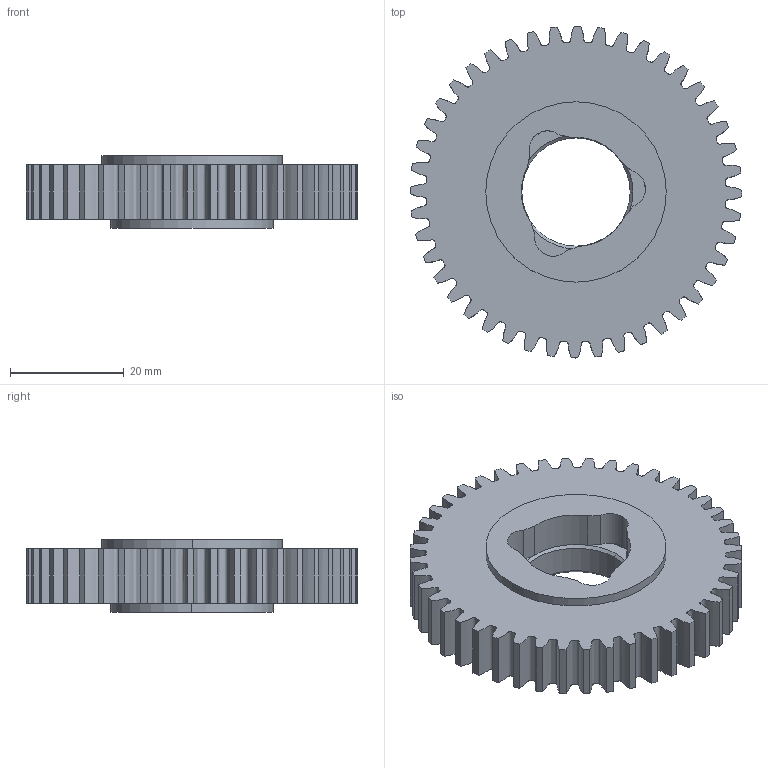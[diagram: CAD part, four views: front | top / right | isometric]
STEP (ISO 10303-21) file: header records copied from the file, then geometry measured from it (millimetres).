
FILE_DESCRIPTION (( 'STEP AP203' ), '1' );
FILE_NAME ('44.Ballshift.VP.STEP', '2014-06-21T22:45:35', ( '' ), ( '' ), 'SwSTEP 2.0', 'SolidWorks 2013', '' );
FILE_SCHEMA (( 'CONFIG_CONTROL_DESIGN' ));
Length unit declared in the file: inch
Products named in the file (1): 44.Ballshift.VP
Bounding box: 58.42 x 58.42 x 12.7 mm (x, y, z)
Volume: 22118.9 mm3; surface area: 10074.6 mm2
Topology: 2 solids, 2 shells, 128 faces, 355 edges, 234 vertices
Faces by surface type: cylinder 63, bspline 44, plane 13, cone 8
Entity records: 18382 total; most frequent: CARTESIAN_POINT 15194, ORIENTED_EDGE 710, DIRECTION 571, EDGE_CURVE 355, VERTEX_POINT 234, AXIS2_PLACEMENT_3D 219, EDGE_LOOP 135, CIRCLE 134
